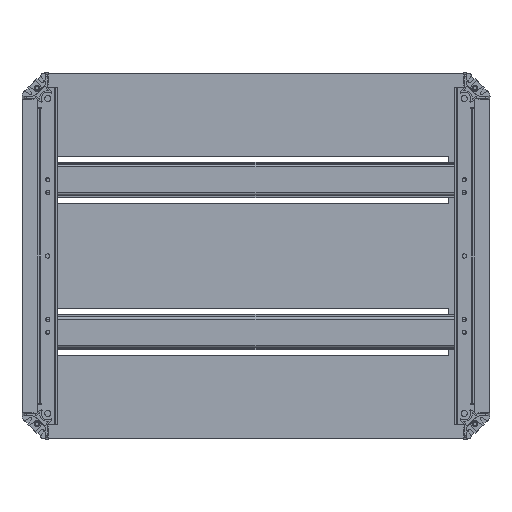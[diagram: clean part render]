
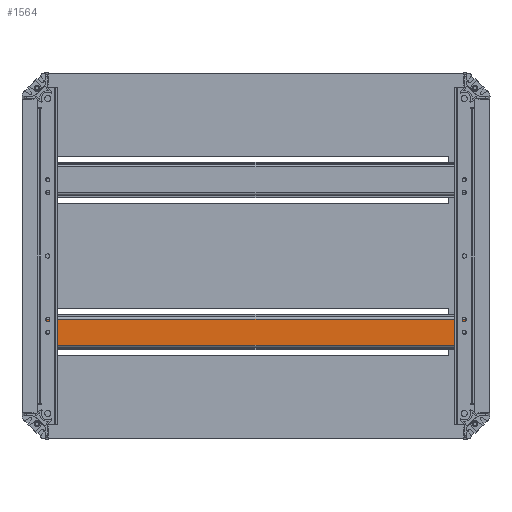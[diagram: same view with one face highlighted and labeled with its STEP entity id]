
A CAD part, front view. The second image highlights one B-rep face of the part: STEP entity #1564.
In plain terms, the highlighted planar face has unit normal (0, -1, 0).
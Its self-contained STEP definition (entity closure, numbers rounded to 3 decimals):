
#29 = CARTESIAN_POINT ( 'NONE',  ( 13.5, -1.5, 210. ) ) ;
#96 = CIRCLE ( 'NONE', #13247, 2.25 ) ;
#385 = VECTOR ( 'NONE', #22696, 1000. ) ;
#395 = CARTESIAN_POINT ( 'NONE',  ( 2.25, -1.5, -210. ) ) ;
#762 = LINE ( 'NONE', #5704, #2043 ) ;
#931 = AXIS2_PLACEMENT_3D ( 'NONE', #8108, #22456, #10173 ) ;
#1024 = LINE ( 'NONE', #20488, #11889 ) ;
#1027 = CARTESIAN_POINT ( 'NONE',  ( -12.7, -1.5, -210. ) ) ;
#1564 = ADVANCED_FACE ( 'NONE', ( #17593 ), #9929, .F. ) ;
#1608 = VERTEX_POINT ( 'NONE', #12078 ) ;
#1703 = CARTESIAN_POINT ( 'NONE',  ( 13.5, -1.5, 210. ) ) ;
#2043 = VECTOR ( 'NONE', #20042, 1000. ) ;
#2153 = CARTESIAN_POINT ( 'NONE',  ( -2.25, -1.5, 210. ) ) ;
#2639 = CIRCLE ( 'NONE', #931, 2.25 ) ;
#2907 = CARTESIAN_POINT ( 'NONE',  ( -12.7, -1.5, 210. ) ) ;
#3161 = CARTESIAN_POINT ( 'NONE',  ( -12.7, -1.5, -210. ) ) ;
#3456 = CARTESIAN_POINT ( 'NONE',  ( -2.25, -1.5, -205. ) ) ;
#3459 = VERTEX_POINT ( 'NONE', #19326 ) ;
#3489 = EDGE_CURVE ( 'NONE', #1608, #8459, #8937, .T. ) ;
#3546 = VECTOR ( 'NONE', #12348, 1000. ) ;
#3966 = ORIENTED_EDGE ( 'NONE', *, *, #3489, .F. ) ;
#4131 = VERTEX_POINT ( 'NONE', #2907 ) ;
#4433 = CARTESIAN_POINT ( 'NONE',  ( 0., -1.5, -205. ) ) ;
#4630 = CARTESIAN_POINT ( 'NONE',  ( -2.25, -1.5, -210. ) ) ;
#4795 = LINE ( 'NONE', #21006, #15036 ) ;
#5040 = CARTESIAN_POINT ( 'NONE',  ( 2.25, -1.5, 210. ) ) ;
#5230 = ORIENTED_EDGE ( 'NONE', *, *, #16673, .F. ) ;
#5291 = CARTESIAN_POINT ( 'NONE',  ( 0., -1.5, -202.75 ) ) ;
#5337 = EDGE_CURVE ( 'NONE', #4131, #19295, #5360, .T. ) ;
#5360 = LINE ( 'NONE', #8113, #21065 ) ;
#5704 = CARTESIAN_POINT ( 'NONE',  ( 12.7, -1.5, 210. ) ) ;
#6232 = EDGE_CURVE ( 'NONE', #18458, #23935, #15227, .T. ) ;
#6314 = CARTESIAN_POINT ( 'NONE',  ( 13.5, -1.5, -210. ) ) ;
#6489 = DIRECTION ( 'NONE',  ( 0., 0., 1. ) ) ;
#6667 = EDGE_LOOP ( 'NONE', ( #18576, #5230, #7521, #16622, #21442, #17831, #25767, #19311, #3966, #20716, #19384, #10548, #24843 ) ) ;
#6668 = DIRECTION ( 'NONE',  ( 0., 0., -1. ) ) ;
#6883 = VERTEX_POINT ( 'NONE', #10577 ) ;
#7136 = DIRECTION ( 'NONE',  ( 0., -1., 0. ) ) ;
#7187 = DIRECTION ( 'NONE',  ( 0., 0., 1. ) ) ;
#7315 = CARTESIAN_POINT ( 'NONE',  ( 12.7, -1.5, 210. ) ) ;
#7521 = ORIENTED_EDGE ( 'NONE', *, *, #16485, .F. ) ;
#7718 = EDGE_CURVE ( 'NONE', #11264, #23935, #10604, .T. ) ;
#8058 = LINE ( 'NONE', #1027, #23739 ) ;
#8081 = EDGE_CURVE ( 'NONE', #8748, #14877, #25314, .T. ) ;
#8108 = CARTESIAN_POINT ( 'NONE',  ( 0., -1.5, -205. ) ) ;
#8113 = CARTESIAN_POINT ( 'NONE',  ( 13.5, -1.5, 210. ) ) ;
#8198 = DIRECTION ( 'NONE',  ( 1., 0., 0. ) ) ;
#8459 = VERTEX_POINT ( 'NONE', #14620 ) ;
#8469 = VERTEX_POINT ( 'NONE', #20831 ) ;
#8748 = VERTEX_POINT ( 'NONE', #19723 ) ;
#8937 = CIRCLE ( 'NONE', #25259, 2.25 ) ;
#9929 = PLANE ( 'NONE',  #26453 ) ;
#10173 = DIRECTION ( 'NONE',  ( 0., 0., 1. ) ) ;
#10410 = CARTESIAN_POINT ( 'NONE',  ( -2.25, -1.5, -205. ) ) ;
#10548 = ORIENTED_EDGE ( 'NONE', *, *, #18398, .F. ) ;
#10577 = CARTESIAN_POINT ( 'NONE',  ( 2.25, -1.5, -205. ) ) ;
#10604 = LINE ( 'NONE', #10410, #385 ) ;
#11264 = VERTEX_POINT ( 'NONE', #3456 ) ;
#11889 = VECTOR ( 'NONE', #8198, 1000. ) ;
#11941 = EDGE_CURVE ( 'NONE', #8469, #6883, #24221, .T. ) ;
#11980 = DIRECTION ( 'NONE',  ( 0., 0., 1. ) ) ;
#12078 = CARTESIAN_POINT ( 'NONE',  ( -2.25, -1.5, 205. ) ) ;
#12348 = DIRECTION ( 'NONE',  ( 1., 0., 0. ) ) ;
#12678 = VECTOR ( 'NONE', #18829, 1000. ) ;
#12844 = VECTOR ( 'NONE', #7187, 1000. ) ;
#13247 = AXIS2_PLACEMENT_3D ( 'NONE', #4433, #18772, #6489 ) ;
#14341 = VERTEX_POINT ( 'NONE', #5291 ) ;
#14620 = CARTESIAN_POINT ( 'NONE',  ( 2.25, -1.5, 205. ) ) ;
#14877 = VERTEX_POINT ( 'NONE', #7315 ) ;
#15036 = VECTOR ( 'NONE', #6668, 1000. ) ;
#15227 = LINE ( 'NONE', #6314, #26116 ) ;
#16485 = EDGE_CURVE ( 'NONE', #6883, #14341, #2639, .T. ) ;
#16622 = ORIENTED_EDGE ( 'NONE', *, *, #11941, .F. ) ;
#16673 = EDGE_CURVE ( 'NONE', #14341, #11264, #96, .T. ) ;
#17394 = DIRECTION ( 'NONE',  ( 0., 0., 1. ) ) ;
#17593 = FACE_OUTER_BOUND ( 'NONE', #6667, .T. ) ;
#17831 = ORIENTED_EDGE ( 'NONE', *, *, #25695, .F. ) ;
#18164 = EDGE_CURVE ( 'NONE', #8469, #3459, #1024, .T. ) ;
#18398 = EDGE_CURVE ( 'NONE', #18458, #4131, #8058, .T. ) ;
#18401 = EDGE_CURVE ( 'NONE', #8459, #8748, #18969, .T. ) ;
#18458 = VERTEX_POINT ( 'NONE', #3161 ) ;
#18576 = ORIENTED_EDGE ( 'NONE', *, *, #7718, .F. ) ;
#18772 = DIRECTION ( 'NONE',  ( 0., -1., 0. ) ) ;
#18829 = DIRECTION ( 'NONE',  ( 0., 0., 1. ) ) ;
#18969 = LINE ( 'NONE', #5040, #12844 ) ;
#19295 = VERTEX_POINT ( 'NONE', #2153 ) ;
#19311 = ORIENTED_EDGE ( 'NONE', *, *, #18401, .F. ) ;
#19326 = CARTESIAN_POINT ( 'NONE',  ( 12.7, -1.5, -210. ) ) ;
#19384 = ORIENTED_EDGE ( 'NONE', *, *, #5337, .F. ) ;
#19423 = CARTESIAN_POINT ( 'NONE',  ( 0., -1.5, 205. ) ) ;
#19723 = CARTESIAN_POINT ( 'NONE',  ( 2.25, -1.5, 210. ) ) ;
#19902 = EDGE_CURVE ( 'NONE', #19295, #1608, #4795, .T. ) ;
#20042 = DIRECTION ( 'NONE',  ( 0., 0., -1. ) ) ;
#20483 = DIRECTION ( 'NONE',  ( 1., 0., 0. ) ) ;
#20488 = CARTESIAN_POINT ( 'NONE',  ( 13.5, -1.5, -210. ) ) ;
#20656 = DIRECTION ( 'NONE',  ( 1., 0., 0. ) ) ;
#20716 = ORIENTED_EDGE ( 'NONE', *, *, #19902, .F. ) ;
#20831 = CARTESIAN_POINT ( 'NONE',  ( 2.25, -1.5, -210. ) ) ;
#21006 = CARTESIAN_POINT ( 'NONE',  ( -2.25, -1.5, 205. ) ) ;
#21065 = VECTOR ( 'NONE', #20483, 1000. ) ;
#21442 = ORIENTED_EDGE ( 'NONE', *, *, #18164, .T. ) ;
#21473 = DIRECTION ( 'NONE',  ( 0., 0., 1. ) ) ;
#22456 = DIRECTION ( 'NONE',  ( 0., -1., 0. ) ) ;
#22696 = DIRECTION ( 'NONE',  ( 0., 0., -1. ) ) ;
#23739 = VECTOR ( 'NONE', #17394, 1000. ) ;
#23935 = VERTEX_POINT ( 'NONE', #4630 ) ;
#24221 = LINE ( 'NONE', #395, #12678 ) ;
#24253 = DIRECTION ( 'NONE',  ( 0., 1., 0. ) ) ;
#24843 = ORIENTED_EDGE ( 'NONE', *, *, #6232, .T. ) ;
#25259 = AXIS2_PLACEMENT_3D ( 'NONE', #19423, #7136, #21473 ) ;
#25314 = LINE ( 'NONE', #29, #3546 ) ;
#25695 = EDGE_CURVE ( 'NONE', #14877, #3459, #762, .T. ) ;
#25767 = ORIENTED_EDGE ( 'NONE', *, *, #8081, .F. ) ;
#26116 = VECTOR ( 'NONE', #20656, 1000. ) ;
#26453 = AXIS2_PLACEMENT_3D ( 'NONE', #1703, #24253, #11980 ) ;
